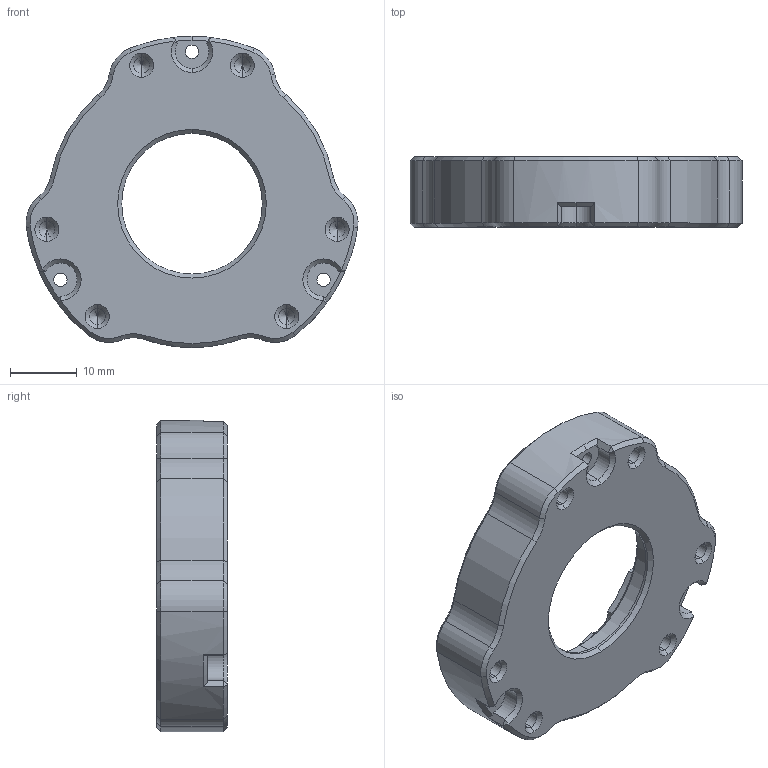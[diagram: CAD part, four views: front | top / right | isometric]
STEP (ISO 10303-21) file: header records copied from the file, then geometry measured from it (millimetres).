
FILE_DESCRIPTION (( 'STEP AP203' ), '1' );
FILE_NAME ('傷裔.ST', '2024-03-14T18:45:35', ( '' ), ( '' ), 'SwSTEP 2.0', 'SolidWorks 2022', '' );
FILE_SCHEMA (( 'CONFIG_CONTROL_DESIGN' ));
Length unit declared in the file: millimetre
Products named in the file (1): 傷裔____
Bounding box: 49.59 x 10.5 x 46.5 mm (x, y, z)
Volume: 8868.5 mm3; surface area: 5720.5 mm2
Topology: 1 solids, 1 shells, 207 faces, 493 edges, 284 vertices
Faces by surface type: cone 111, cylinder 77, plane 19
Entity records: 5999 total; most frequent: DIRECTION 1132, CARTESIAN_POINT 1057, ORIENTED_EDGE 962, EDGE_CURVE 481, AXIS2_PLACEMENT_3D 471, VERTEX_POINT 284, CIRCLE 263, EDGE_LOOP 223
